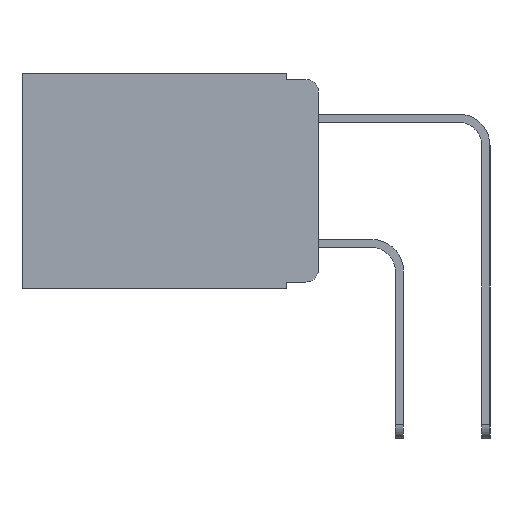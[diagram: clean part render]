
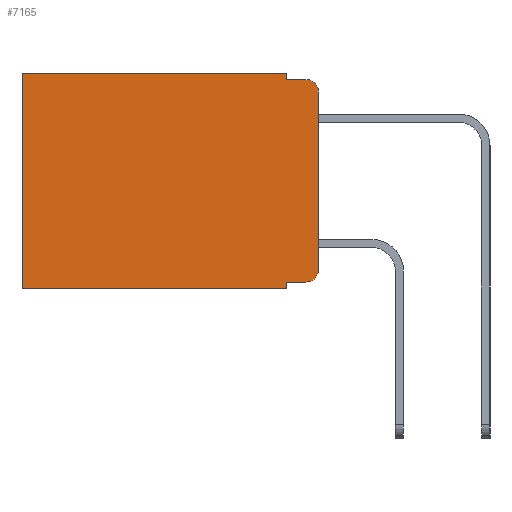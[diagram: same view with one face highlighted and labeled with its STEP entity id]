
A CAD part, left-side view. The second image highlights one B-rep face of the part: STEP entity #7165.
In plain terms, the highlighted planar face has unit normal (-1, 0, 0).
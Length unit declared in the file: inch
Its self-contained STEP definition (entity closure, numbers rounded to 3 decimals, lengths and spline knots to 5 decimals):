
#252 = ORIENTED_EDGE ( 'NONE', *, *, #5919, .T. ) ;
#380 = CARTESIAN_POINT ( 'NONE',  ( 0.298, 0., -0.03 ) ) ;
#462 = CARTESIAN_POINT ( 'NONE',  ( 0.298, 0.051, -0.333 ) ) ;
#729 = CARTESIAN_POINT ( 'NONE',  ( 0.298, 0.473, -0.343 ) ) ;
#774 = CARTESIAN_POINT ( 'NONE',  ( 0.298, 0.02, -0.01 ) ) ;
#828 = VERTEX_POINT ( 'NONE', #7178 ) ;
#839 = LINE ( 'NONE', #5760, #14005 ) ;
#1443 = CIRCLE ( 'NONE', #19577, 0.02 ) ;
#1904 = EDGE_CURVE ( 'NONE', #5750, #19208, #839, .T. ) ;
#1913 = CARTESIAN_POINT ( 'NONE',  ( 0.298, 0.051, -0.01 ) ) ;
#1970 = LINE ( 'NONE', #14613, #14626 ) ;
#2280 = DIRECTION ( 'NONE',  ( 0., 0., -1. ) ) ;
#2317 = CARTESIAN_POINT ( 'NONE',  ( 0.298, 0.02, -0.313 ) ) ;
#2338 = CARTESIAN_POINT ( 'NONE',  ( 0.298, 0.02, -0.333 ) ) ;
#2674 = ORIENTED_EDGE ( 'NONE', *, *, #18665, .F. ) ;
#2788 = VERTEX_POINT ( 'NONE', #774 ) ;
#2891 = EDGE_CURVE ( 'NONE', #19208, #2788, #12396, .T. ) ;
#3203 = VECTOR ( 'NONE', #19183, 39.37008 ) ;
#3213 = DIRECTION ( 'NONE',  ( 1., 0., 0. ) ) ;
#3270 = CARTESIAN_POINT ( 'NONE',  ( 0.298, 0.473, 0. ) ) ;
#3531 = VERTEX_POINT ( 'NONE', #5943 ) ;
#3731 = DIRECTION ( 'NONE',  ( 0., 0., -1. ) ) ;
#4118 = DIRECTION ( 'NONE',  ( 0., 0., -1. ) ) ;
#4152 = AXIS2_PLACEMENT_3D ( 'NONE', #4395, #16318, #6158 ) ;
#4395 = CARTESIAN_POINT ( 'NONE',  ( 0.298, 0.02, -0.03 ) ) ;
#4874 = VERTEX_POINT ( 'NONE', #380 ) ;
#5616 = EDGE_CURVE ( 'NONE', #4874, #828, #17775, .T. ) ;
#5750 = VERTEX_POINT ( 'NONE', #7890 ) ;
#5760 = CARTESIAN_POINT ( 'NONE',  ( 0.298, 0.051, 0. ) ) ;
#5825 = VECTOR ( 'NONE', #11807, 39.37008 ) ;
#5859 = DIRECTION ( 'NONE',  ( 0., 0., -1. ) ) ;
#5872 = FACE_OUTER_BOUND ( 'NONE', #11769, .T. ) ;
#5919 = EDGE_CURVE ( 'NONE', #5750, #12148, #20692, .T. ) ;
#5943 = CARTESIAN_POINT ( 'NONE',  ( 0.298, 0.051, -0.343 ) ) ;
#6158 = DIRECTION ( 'NONE',  ( 0., 0., -1. ) ) ;
#6242 = CIRCLE ( 'NONE', #4152, 0.02 ) ;
#6544 = ORIENTED_EDGE ( 'NONE', *, *, #1904, .F. ) ;
#6712 = CARTESIAN_POINT ( 'NONE',  ( 0.298, 0.051, -0.01 ) ) ;
#7165 = ADVANCED_FACE ( 'NONE', ( #5872 ), #13518, .F. ) ;
#7178 = CARTESIAN_POINT ( 'NONE',  ( 0.298, 0., -0.313 ) ) ;
#7564 = VECTOR ( 'NONE', #3731, 39.37008 ) ;
#7627 = ORIENTED_EDGE ( 'NONE', *, *, #12947, .F. ) ;
#7890 = CARTESIAN_POINT ( 'NONE',  ( 0.298, 0.051, 0. ) ) ;
#8106 = AXIS2_PLACEMENT_3D ( 'NONE', #20167, #3213, #15242 ) ;
#9244 = CARTESIAN_POINT ( 'NONE',  ( 0.298, 0., 0. ) ) ;
#9504 = DIRECTION ( 'NONE',  ( 0., 1., 0. ) ) ;
#10127 = CARTESIAN_POINT ( 'NONE',  ( 0.298, 0.051, -0.333 ) ) ;
#10412 = LINE ( 'NONE', #10127, #5825 ) ;
#10564 = LINE ( 'NONE', #19533, #15046 ) ;
#11223 = DIRECTION ( 'NONE',  ( 0., 0., -1. ) ) ;
#11290 = VECTOR ( 'NONE', #15069, 39.37008 ) ;
#11769 = EDGE_LOOP ( 'NONE', ( #20752, #17116, #21300, #6544, #252, #15591, #7627, #2674, #19205, #17150 ) ) ;
#11807 = DIRECTION ( 'NONE',  ( 0., -1., 0. ) ) ;
#11888 = VERTEX_POINT ( 'NONE', #729 ) ;
#11897 = EDGE_CURVE ( 'NONE', #4874, #2788, #6242, .T. ) ;
#12148 = VERTEX_POINT ( 'NONE', #3270 ) ;
#12304 = CARTESIAN_POINT ( 'NONE',  ( 0.298, 0.051, 0. ) ) ;
#12396 = LINE ( 'NONE', #1913, #3203 ) ;
#12440 = VERTEX_POINT ( 'NONE', #2338 ) ;
#12595 = LINE ( 'NONE', #12304, #7564 ) ;
#12864 = VERTEX_POINT ( 'NONE', #462 ) ;
#12947 = EDGE_CURVE ( 'NONE', #3531, #11888, #10564, .T. ) ;
#13518 = PLANE ( 'NONE',  #8106 ) ;
#14005 = VECTOR ( 'NONE', #5859, 39.37008 ) ;
#14364 = DIRECTION ( 'NONE',  ( -1., 0., 0. ) ) ;
#14613 = CARTESIAN_POINT ( 'NONE',  ( 0.298, 0.473, 0. ) ) ;
#14626 = VECTOR ( 'NONE', #11223, 39.37008 ) ;
#15046 = VECTOR ( 'NONE', #9504, 39.37008 ) ;
#15069 = DIRECTION ( 'NONE',  ( 0., 1., 0. ) ) ;
#15242 = DIRECTION ( 'NONE',  ( 0., 0., -1. ) ) ;
#15591 = ORIENTED_EDGE ( 'NONE', *, *, #20734, .T. ) ;
#16318 = DIRECTION ( 'NONE',  ( -1., 0., 0. ) ) ;
#16992 = EDGE_CURVE ( 'NONE', #12440, #828, #1443, .T. ) ;
#17116 = ORIENTED_EDGE ( 'NONE', *, *, #11897, .T. ) ;
#17150 = ORIENTED_EDGE ( 'NONE', *, *, #16992, .T. ) ;
#17262 = VECTOR ( 'NONE', #2280, 39.37008 ) ;
#17775 = LINE ( 'NONE', #9244, #17262 ) ;
#18454 = CARTESIAN_POINT ( 'NONE',  ( 0.298, 0., 0. ) ) ;
#18665 = EDGE_CURVE ( 'NONE', #12864, #3531, #12595, .T. ) ;
#19183 = DIRECTION ( 'NONE',  ( 0., -1., 0. ) ) ;
#19205 = ORIENTED_EDGE ( 'NONE', *, *, #20981, .T. ) ;
#19208 = VERTEX_POINT ( 'NONE', #6712 ) ;
#19533 = CARTESIAN_POINT ( 'NONE',  ( 0.298, 0., -0.343 ) ) ;
#19577 = AXIS2_PLACEMENT_3D ( 'NONE', #2317, #14364, #4118 ) ;
#20167 = CARTESIAN_POINT ( 'NONE',  ( 0.298, 0., 0. ) ) ;
#20692 = LINE ( 'NONE', #18454, #11290 ) ;
#20734 = EDGE_CURVE ( 'NONE', #12148, #11888, #1970, .T. ) ;
#20752 = ORIENTED_EDGE ( 'NONE', *, *, #5616, .F. ) ;
#20981 = EDGE_CURVE ( 'NONE', #12864, #12440, #10412, .T. ) ;
#21300 = ORIENTED_EDGE ( 'NONE', *, *, #2891, .F. ) ;
